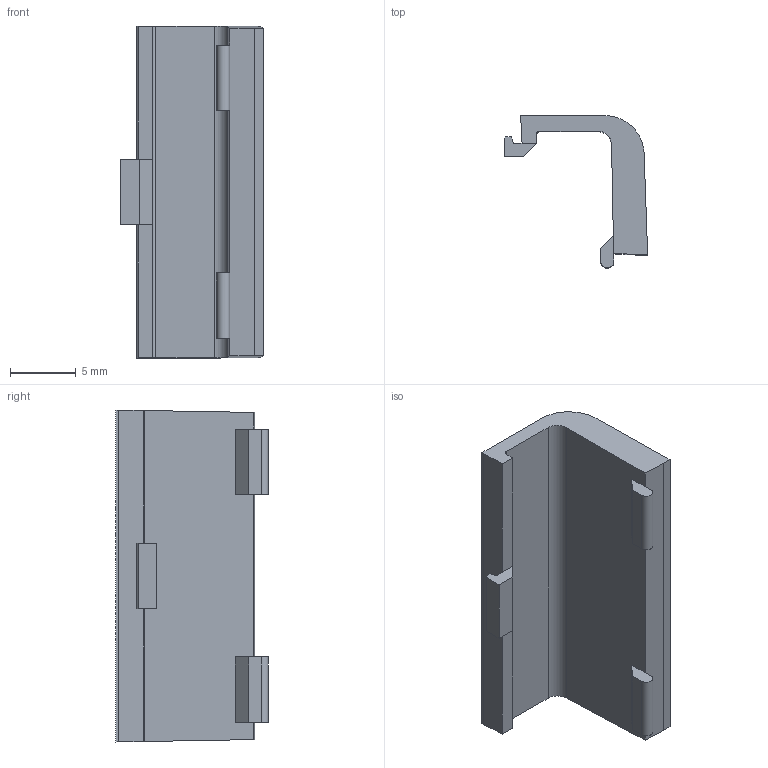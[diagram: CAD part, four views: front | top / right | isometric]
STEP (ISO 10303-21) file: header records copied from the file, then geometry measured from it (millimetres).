
FILE_DESCRIPTION((''),'2;1');
FILE_NAME('','2024-11-14T',(''),(''),'PRO/ENGINEER BY PARAMETRIC TECHNOLOGY CORPORATION, 2003250','PRO/ENGINEER BY PARAMETRIC TECHNOLOGY CORPORATION, 2003250','');
FILE_SCHEMA(('CONFIG_CONTROL_DESIGN'));
Length unit declared in the file: millimetre
Bounding box: 10.93 x 11.61 x 25.31 mm (x, y, z)
Volume: 889.8 mm3; surface area: 1141.6 mm2
Topology: 1 solids, 1 shells, 38 faces, 100 edges, 64 vertices
Faces by surface type: plane 33, cylinder 5
Entity records: 1201 total; most frequent: CARTESIAN_POINT 239, ORIENTED_EDGE 200, DIRECTION 171, EDGE_CURVE 100, VECTOR 87, LINE 87, VERTEX_POINT 64, AXIS2_PLACEMENT_3D 42
